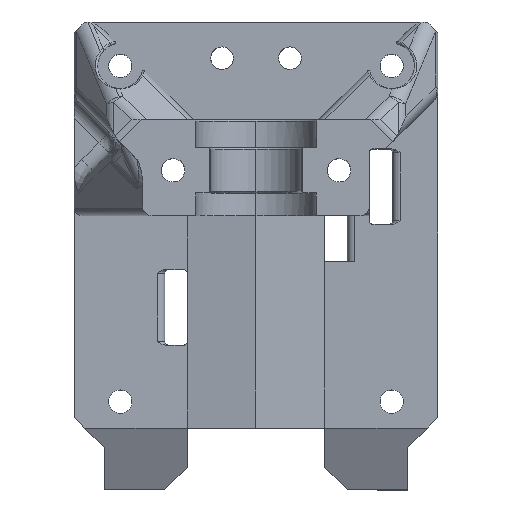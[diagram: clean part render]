
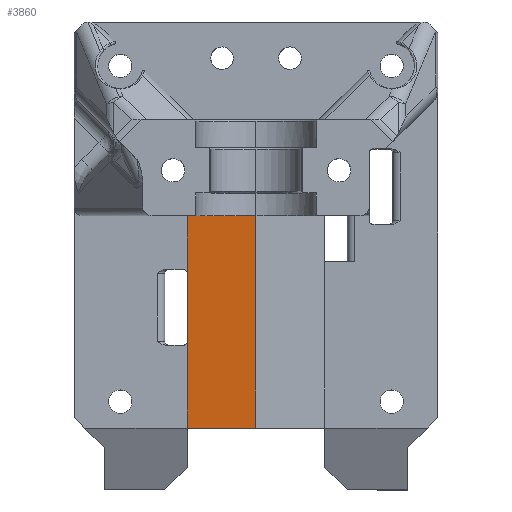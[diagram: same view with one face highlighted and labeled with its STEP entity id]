
A CAD part, top view. The second image highlights one B-rep face of the part: STEP entity #3860.
In plain terms, the highlighted planar face has unit normal (-0.131, 0, 0.991).
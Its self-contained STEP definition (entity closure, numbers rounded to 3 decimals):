
#294 = EDGE_CURVE ( 'NONE', #5819, #6459, #5370, .T. ) ;
#473 = LINE ( 'NONE', #4729, #5318 ) ;
#512 = DIRECTION ( 'NONE',  ( 0.991, 0., 0.131 ) ) ;
#1132 = LINE ( 'NONE', #3209, #4953 ) ;
#1280 = CARTESIAN_POINT ( 'NONE',  ( -9.114, -1.851, 18.5 ) ) ;
#1907 = DIRECTION ( 'NONE',  ( 0., -1., 0. ) ) ;
#2209 = ORIENTED_EDGE ( 'NONE', *, *, #6247, .T. ) ;
#3209 = CARTESIAN_POINT ( 'NONE',  ( -9.114, -12.05, 18.5 ) ) ;
#3860 = ADVANCED_FACE ( 'NONE', ( #4203 ), #4777, .T. ) ;
#3878 = CARTESIAN_POINT ( 'NONE',  ( 0., -30., 19.7 ) ) ;
#3884 = CARTESIAN_POINT ( 'NONE',  ( -9.114, -18.15, 18.5 ) ) ;
#3912 = LINE ( 'NONE', #7287, #4250 ) ;
#3960 = VERTEX_POINT ( 'NONE', #6174 ) ;
#4203 = FACE_OUTER_BOUND ( 'NONE', #5715, .T. ) ;
#4250 = VECTOR ( 'NONE', #5944, 1000. ) ;
#4551 = DIRECTION ( 'NONE',  ( 0., -1., 0. ) ) ;
#4697 = VECTOR ( 'NONE', #5875, 1000. ) ;
#4709 = CARTESIAN_POINT ( 'NONE',  ( -9.114, -12.05, 18.5 ) ) ;
#4729 = CARTESIAN_POINT ( 'NONE',  ( -9.114, -12.05, 18.5 ) ) ;
#4777 = PLANE ( 'NONE',  #6336 ) ;
#4826 = DIRECTION ( 'NONE',  ( -0.131, 0., 0.991 ) ) ;
#4835 = CARTESIAN_POINT ( 'NONE',  ( 0., -1.851, 19.7 ) ) ;
#4895 = LINE ( 'NONE', #1280, #8104 ) ;
#4908 = CARTESIAN_POINT ( 'NONE',  ( -9.114, -12.05, 18.5 ) ) ;
#4953 = VECTOR ( 'NONE', #4551, 1000. ) ;
#5041 = EDGE_CURVE ( 'NONE', #3960, #5819, #473, .T. ) ;
#5318 = VECTOR ( 'NONE', #6865, 1000. ) ;
#5336 = VERTEX_POINT ( 'NONE', #6994 ) ;
#5370 = LINE ( 'NONE', #4709, #6572 ) ;
#5705 = ORIENTED_EDGE ( 'NONE', *, *, #7628, .F. ) ;
#5715 = EDGE_LOOP ( 'NONE', ( #5705, #7886, #8933, #6734, #5775, #2209 ) ) ;
#5775 = ORIENTED_EDGE ( 'NONE', *, *, #294, .T. ) ;
#5819 = VERTEX_POINT ( 'NONE', #4908 ) ;
#5875 = DIRECTION ( 'NONE',  ( 0., 1., 0. ) ) ;
#5944 = DIRECTION ( 'NONE',  ( -0.991, 0., -0.131 ) ) ;
#6174 = CARTESIAN_POINT ( 'NONE',  ( -9.114, -1.851, 18.5 ) ) ;
#6247 = EDGE_CURVE ( 'NONE', #6459, #8283, #1132, .T. ) ;
#6336 = AXIS2_PLACEMENT_3D ( 'NONE', #8320, #4826, #512 ) ;
#6459 = VERTEX_POINT ( 'NONE', #3884 ) ;
#6572 = VECTOR ( 'NONE', #1907, 1000. ) ;
#6605 = VERTEX_POINT ( 'NONE', #4835 ) ;
#6734 = ORIENTED_EDGE ( 'NONE', *, *, #5041, .T. ) ;
#6865 = DIRECTION ( 'NONE',  ( 0., -1., 0. ) ) ;
#6994 = CARTESIAN_POINT ( 'NONE',  ( 0., -30., 19.7 ) ) ;
#7287 = CARTESIAN_POINT ( 'NONE',  ( 0., -30., 19.7 ) ) ;
#7628 = EDGE_CURVE ( 'NONE', #5336, #8283, #3912, .T. ) ;
#7668 = CARTESIAN_POINT ( 'NONE',  ( -9.114, -30., 18.5 ) ) ;
#7735 = DIRECTION ( 'NONE',  ( -0.991, 0., -0.131 ) ) ;
#7886 = ORIENTED_EDGE ( 'NONE', *, *, #8014, .T. ) ;
#7969 = EDGE_CURVE ( 'NONE', #6605, #3960, #4895, .T. ) ;
#8014 = EDGE_CURVE ( 'NONE', #5336, #6605, #8425, .T. ) ;
#8104 = VECTOR ( 'NONE', #7735, 1000. ) ;
#8283 = VERTEX_POINT ( 'NONE', #7668 ) ;
#8320 = CARTESIAN_POINT ( 'NONE',  ( -9.114, -30., 18.5 ) ) ;
#8425 = LINE ( 'NONE', #3878, #4697 ) ;
#8933 = ORIENTED_EDGE ( 'NONE', *, *, #7969, .T. ) ;
